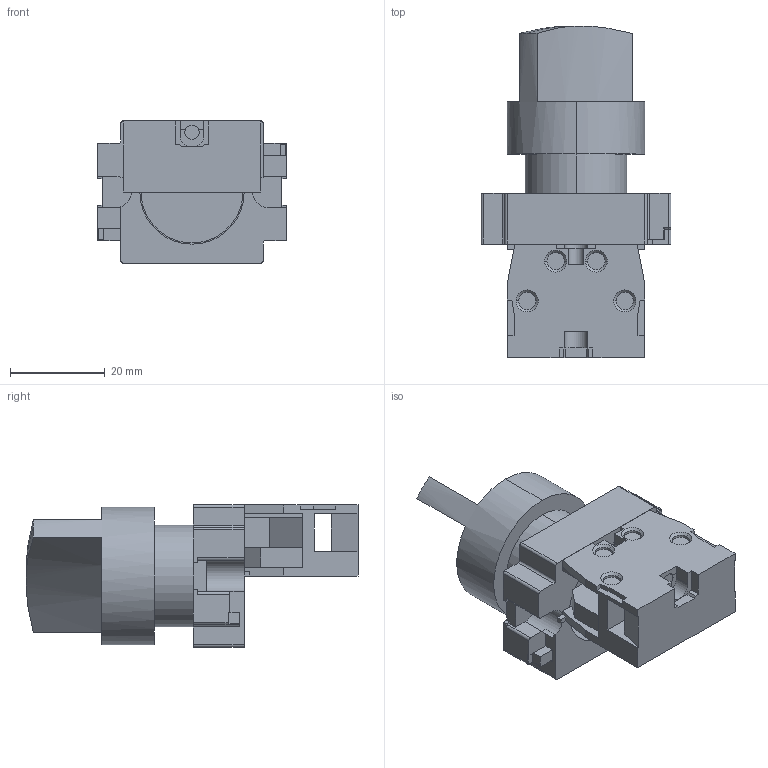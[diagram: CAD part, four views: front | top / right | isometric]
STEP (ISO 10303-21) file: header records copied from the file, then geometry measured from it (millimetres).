
FILE_DESCRIPTION((''),'2;1');
FILE_NAME('ASM0002_ASM','2024-08-09T',('sipei.wu'),(''),'PRO/ENGINEER BY PARAMETRIC TECHNOLOGY CORPORATION, 2015440','PRO/ENGINEER BY PARAMETRIC TECHNOLOGY CORPORATION, 2015440','');
FILE_SCHEMA(('CONFIG_CONTROL_DESIGN'));
Length unit declared in the file: millimetre
Products named in the file (4): JIZUO_1; DIZUO_1; XUANNIUTOU; ASM0002_ASM
Assembly tree (3 placements, depth 2):
  ASM0002_ASM
    JIZUO_1
    DIZUO_1
    XUANNIUTOU
Bounding box: 40 x 70 x 30 mm (x, y, z)
Volume: 28049.8 mm3; surface area: 12015.2 mm2
Topology: 3 solids, 3 shells, 190 faces, 544 edges, 359 vertices
Faces by surface type: plane 132, cylinder 46, cone 8, torus 2, sphere 2
Entity records: 6477 total; most frequent: CARTESIAN_POINT 1284, ORIENTED_EDGE 1084, DIRECTION 1057, EDGE_CURVE 542, VECTOR 413, LINE 413, VERTEX_POINT 359, AXIS2_PLACEMENT_3D 322
